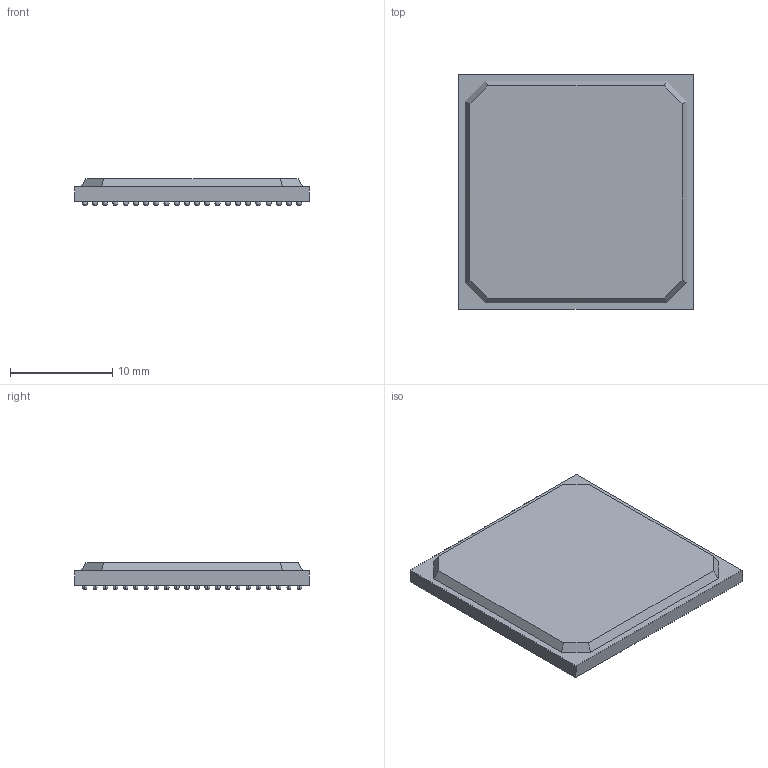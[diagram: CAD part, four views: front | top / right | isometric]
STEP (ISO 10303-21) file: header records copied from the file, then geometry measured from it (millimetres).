
FILE_DESCRIPTION((''),'2;1');
FILE_NAME('BGA456C100P22X22_2300X2300X260.stp','2011-04-13T09:59:01',(''),(''),'Mechanical Desktop 2011','Mechanical Desktop 2011',', , ');
FILE_SCHEMA(('AUTOMOTIVE_DESIGN { 1 2 10303 214 1 1 1 1 }'));
Length unit declared in the file: millimetre
Products named in the file (1): Product
Bounding box: 23 x 23 x 2.6 mm (x, y, z)
Volume: 1124.1 mm3; surface area: 2500.8 mm2
Topology: 458 solids, 458 shells, 1840 faces, 3684 edges, 2760 vertices
Faces by surface type: plane 928, sphere 912
Entity records: 51107 total; most frequent: DIRECTION 11014, CARTESIAN_POINT 8285, ORIENTED_EDGE 7368, AXIS2_PLACEMENT_3D 5489, EDGE_CURVE 3684, CIRCLE 3648, VERTEX_POINT 2760, EDGE_LOOP 1840
